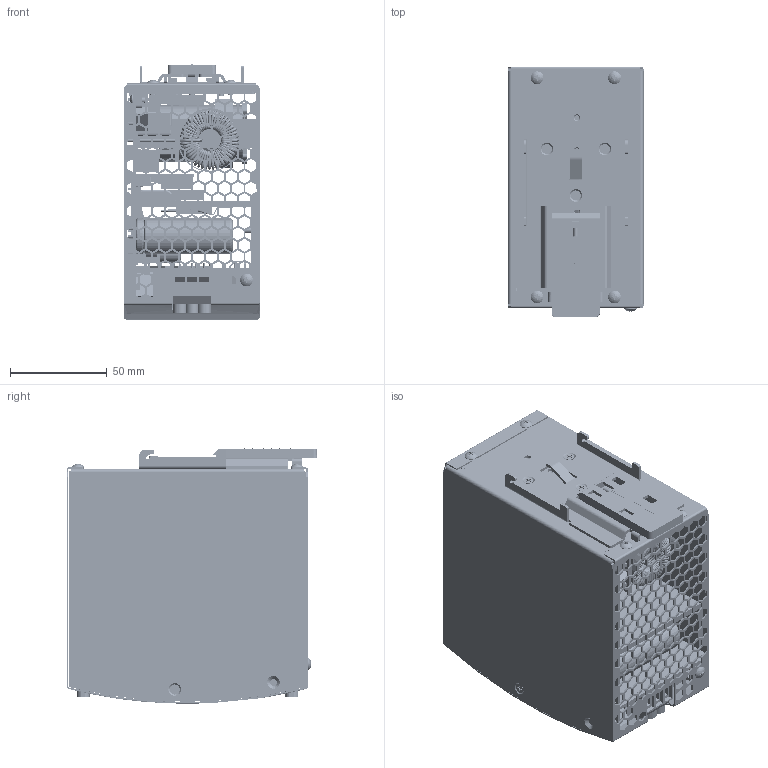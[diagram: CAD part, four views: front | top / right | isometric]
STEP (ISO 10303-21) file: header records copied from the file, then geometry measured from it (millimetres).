
FILE_DESCRIPTION((''),'2;1');
FILE_NAME('SPDM242401_ASM','2017-12-07T',('huangxiaodong'),(''),'PRO/ENGINEER BY PARAMETRIC TECHNOLOGY CORPORATION, 2010480','PRO/ENGINEER BY PARAMETRIC TECHNOLOGY CORPORATION, 2010480','');
FILE_SCHEMA(('AUTOMOTIVE_DESIGN_CC2 { 1 2 10303 214 -1 1 5 2 }'));
Products named in the file (127): 130100086727_4; 130100072727_2; 130500006101_2; 130500006601_3; 141101001001_2; 140101048001-A_2; 140101048201-A_2; 140101058701_4; 140101043101_2; 140101043501-A_2; 140202011904_2; 140202012004_2; 140101048101_2; 130800006301_2; 130800002001_2; DG-480-24_JIKE_ASM_6_ASM; ASM0001_5; C0805-T_2; R0805-T_2; TK_2; SMB_2; SMA_2; T-EE1608_2; TO-220ABI_2_7FAB_2; SOT-23-S_2; CL-5-AI_2; SOD-323_2; MANIFOLD_SOLID_BREP_119313; MANIFOLD_SOLID_BREP_119463; R-2W20-AI_2_ASM; RC2512_W_2; C-10_5-AI_2; CON-2504-2X2P-B_2; TO-220AC_3IR_2; SK-12D07_2; LED-3P_2; TO-220ABI_3_5_2; SO-8_2; R1206-T_2; CY-Y1-10K_2 ...
Assembly tree (772 placements, depth 5):
  SPDM242401_ASM
    DG-480-24_ASM_16_ASM
      DG-480-24_JIKE_ASM_6_ASM
        130100086727_4
        130100072727_2
        130500006101_2
        130500006601_3
        141101001001_2  x6
        140101048001-A_2
        140101048201-A_2
        140101058701_4
        140101043101_2
        140101043501-A_2
        140202011904_2
        140202012004_2
        140101048101_2
        130800006301_2  x11
        130800002001_2  x7
      DG-480-24-A-REV_PCB_ASM_4_ASM
        ASM0001_5
        C0805-T_2  x11
        R0805-T_2  x49
        TK_2
        SMB_2  x2
        SMA_2  x2
        T-EE1608_2
        TO-220ABI_2_7FAB_2  x2
        SOT-23-S_2  x12
        CL-5-AI_2  x3
        SOD-323_2  x6
        R-2W20-AI_2_ASM
          MANIFOLD_SOLID_BREP_119313
          MANIFOLD_SOLID_BREP_119463
        RC2512_W_2  x2
        C-10_5-AI_2
        CON-2504-2X2P-B_2  x7
        TO-220AC_3IR_2
        SK-12D07_2
        LED-3P_2
        TO-220ABI_3_5_2  x3
        SO-8_2
        R1206-T_2  x27
        CY-Y1-10K_2
        104_630V_2
        J-0_6X6_5B_2  x2
        J-4X11-N_2  x9
        L-38X28X3-6P_2_ASM
          MANIFOLD_SOLID_BREP_131041
          MANIFOLD_SOLID_BREP_131495
          MANIFOLD_SOLID_BREP_131956
          MANIFOLD_SOLID_BREP_132417
          MANIFOLD_SOLID_BREP_160083
          MANIFOLD_SOLID_BREP_161486
        RC2512_R_2  x3
        SO-LNK605N_2
        C-6_3_2_5-AI_2  x2
        RV3362-M_2
        C0805-N_2
        C-18_7_5_2  x2
        H2_2  x2
Bounding box: 70.2 x 129.2 x 131.9 mm (x, y, z)
Volume: 633253.5 mm3; surface area: 599044.6 mm2
Topology: 767 solids, 809 shells, 12459 faces, 31260 edges, 20250 vertices
Faces by surface type: plane 8911, cylinder 2330, torus 948, bspline 120, cone 110, sphere 30, extrusion 6, revolution 4
Entity records: 271750 total; most frequent: CARTESIAN_POINT 78679, DIRECTION 34615, ORIENTED_EDGE 32580, EDGE_CURVE 16347, VECTOR 11927, LINE 11921, AXIS2_PLACEMENT_3D 11342, VERTEX_POINT 10553
